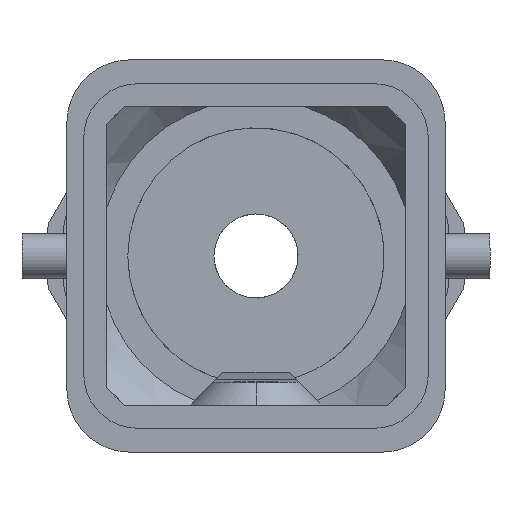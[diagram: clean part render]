
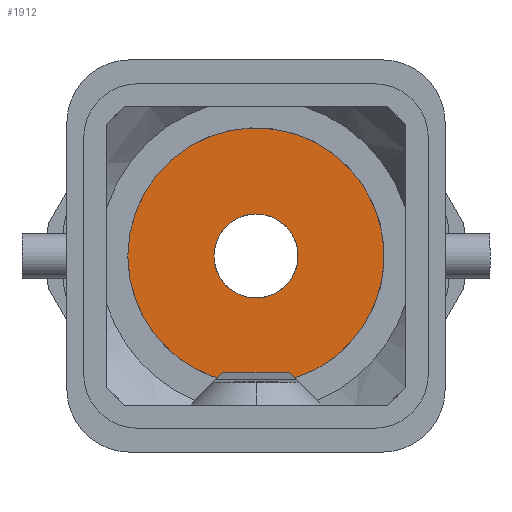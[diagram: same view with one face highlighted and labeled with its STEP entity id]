
A CAD part, front view. The second image highlights one B-rep face of the part: STEP entity #1912.
In plain terms, the highlighted planar face has unit normal (0, -1, 0).
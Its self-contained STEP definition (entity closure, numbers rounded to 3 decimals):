
#715=FACE_BOUND('',#2315,.T.);
#716=FACE_BOUND('',#2316,.T.);
#861=CIRCLE('',#4710,9.15);
#992=PLANE('',#4711);
#1912=ADVANCED_FACE('',(#715,#716),#992,.T.);
#2315=EDGE_LOOP('',(#3076));
#2316=EDGE_LOOP('',(#3077));
#2435=B_SPLINE_CURVE_WITH_KNOTS('',3,(#7223,#7224,#7225,#7226,#7227,#7228,
#7229,#7230,#7231,#7232,#7233,#7234,#7235,#7236,#7237,#7238,#7239,#7240,
#7241,#7242,#7243,#7244,#7245,#7246,#7247),.UNSPECIFIED.,.T.,.F.,(1,3,3,
3,3,3,3,3,3,3,1),(-0.125,0.,0.125,0.25,0.375,0.5,0.625,0.75,0.875,1.,1.125),
 .UNSPECIFIED.);
#3076=ORIENTED_EDGE('',*,*,#4228,.T.);
#3077=ORIENTED_EDGE('',*,*,#4229,.T.);
#3765=VERTEX_POINT('',#7248);
#3766=VERTEX_POINT('',#7264);
#4228=EDGE_CURVE('',#3765,#3765,#2435,.T.);
#4229=EDGE_CURVE('',#3766,#3766,#861,.T.);
#4710=AXIS2_PLACEMENT_3D('',#7263,#5465,#5466);
#4711=AXIS2_PLACEMENT_3D('',#7265,#5467,#5468);
#5465=DIRECTION('',(0.,-1.,0.));
#5466=DIRECTION('',(-1.,0.,0.));
#5467=DIRECTION('',(0.,-1.,0.));
#5468=DIRECTION('',(0.,0.,-1.));
#7223=CARTESIAN_POINT('',(-2.998,48.3,0.));
#7224=CARTESIAN_POINT('',(-2.997,48.3,0.796));
#7225=CARTESIAN_POINT('',(-2.674,48.3,1.565));
#7226=CARTESIAN_POINT('',(-2.117,48.3,2.121));
#7227=CARTESIAN_POINT('',(-1.56,48.3,2.676));
#7228=CARTESIAN_POINT('',(-0.781,48.3,2.998));
#7229=CARTESIAN_POINT('',(0.005,48.3,2.997));
#7230=CARTESIAN_POINT('',(0.792,48.3,2.996));
#7231=CARTESIAN_POINT('',(1.564,48.3,2.679));
#7232=CARTESIAN_POINT('',(2.126,48.3,2.116));
#7233=CARTESIAN_POINT('',(2.687,48.3,1.553));
#7234=CARTESIAN_POINT('',(3.003,48.3,0.789));
#7235=CARTESIAN_POINT('',(3.002,48.3,-0.006));
#7236=CARTESIAN_POINT('',(3.001,48.3,-0.801));
#7237=CARTESIAN_POINT('',(2.678,48.3,-1.571));
#7238=CARTESIAN_POINT('',(2.121,48.3,-2.127));
#7239=CARTESIAN_POINT('',(1.564,48.3,-2.682));
#7240=CARTESIAN_POINT('',(0.785,48.3,-3.004));
#7241=CARTESIAN_POINT('',(-0.001,48.3,-3.003));
#7242=CARTESIAN_POINT('',(-0.788,48.3,-3.002));
#7243=CARTESIAN_POINT('',(-1.56,48.3,-2.685));
#7244=CARTESIAN_POINT('',(-2.122,48.3,-2.122));
#7245=CARTESIAN_POINT('',(-2.683,48.3,-1.559));
#7246=CARTESIAN_POINT('',(-2.999,48.3,-0.795));
#7247=CARTESIAN_POINT('',(-2.998,48.3,0.));
#7248=CARTESIAN_POINT('',(-2.998,48.3,0.));
#7263=CARTESIAN_POINT('',(0.002,48.3,-0.003));
#7264=CARTESIAN_POINT('',(-9.148,48.3,-0.003));
#7265=CARTESIAN_POINT('',(-10.998,48.3,10.997));
